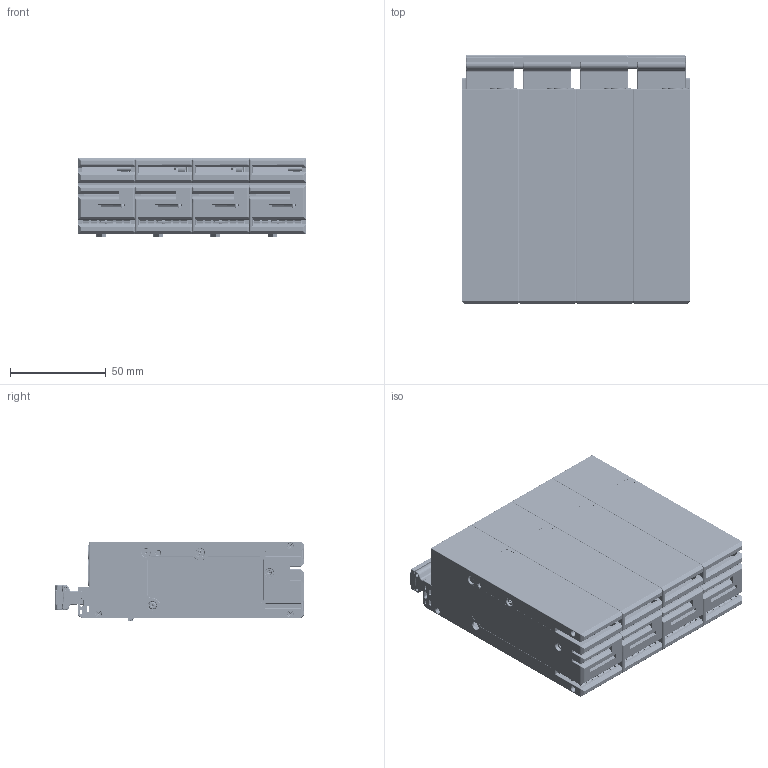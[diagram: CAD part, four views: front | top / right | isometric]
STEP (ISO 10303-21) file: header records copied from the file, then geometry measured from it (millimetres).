
FILE_DESCRIPTION((''),'2;1');
FILE_NAME('CB-125CX_4P_ASM','2023-08-14T16:55:35',('chentr'),(''),'CREO PARAMETRIC BY PTC INC, 2020044','CREO PARAMETRIC BY PTC INC, 2020044','');
FILE_SCHEMA(('CONFIG_CONTROL_DESIGN','SHAPE_APPEARANCE_LAYERS_GROUPS'));
Products named in the file (45): 8ZTD_024_1043_1_1_1_1_1; 8ZTD_271_342_1_1_1_1_1; 8ZTD_233_523_1_1_1_1_1; 8ZTD_110_048_1_1_1_1_1; 8ZTD_505_569_1_1_1_1_1; 5ZTD_558_1044_AF0_ASM_1_ASM_1_A_ASM; 5ZTD_104_537_AF0_ASM_1_ASM_1_AS_ASM; 8ZTD_253_978_1_1_1_1_1; 5ZTD_421_343_AF0_ASM_1_ASM_1_AS_ASM; 8ZTD_574_573HW_1_1_1_1_1; 8ZTD_128_261HW_1_1_1_1_1; 8ZTD_900_112HW_1_1_1_1_1; 5ZTD_574_450HW_AF0_ASM_1_ASM_1__ASM; 8ZTD_315_1743_1_1_1_1_1; 8ZTD_967_212_1_1_1_1_1; 8ZTD_967_213_1_1_1_1_1; 6ZTD_225_409_ASM_1_ASM_1_ASM_1__ASM; 8ZTD_024_1044_1_1_1_1_1; 5ZTD_558_1044_AF2_ASM_1_ASM_1_A_ASM; 5ZTD_104_537_AF3_ASM_1_ASM_1_AS_ASM; 8ZTD_505_556_1_1_1_1_1; 5ZTD_421_343_AF3_ASM_1_ASM_1_AS_ASM; 5ZTD_574_450HW_AF2_ASM_1_ASM_1__ASM; 6ZTD_225_410_AF0_ASM_1_ASM_1_AS_ASM; 5ZTD_558_1044_AF3_ASM_1_ASM_1_A_ASM; 5ZTD_104_537_AF4_ASM_1_ASM_1_AS_ASM; 5ZTD_421_343_AF4_ASM_1_ASM_1_AS_ASM; 5ZTD_574_450HW_AF3_ASM_1_ASM_1__ASM; 6ZTD_225_410_AF1_ASM_1_ASM_1_AS_ASM; 5ZTD_558_1044_AF4_ASM_1_ASM_1_A_ASM; 5ZTD_104_537_AF2_ASM_1_ASM_1_AS_ASM; 5ZTD_421_343_AF2_ASM_1_ASM_1_AS_ASM; 5ZTD_574_450HW_AF4_ASM_1_ASM_1__ASM; 8ZTD_315_1742_1_1_1_1_1; 6ZTD_225_412_ASM_1_ASM_1_ASM_1__ASM; 8ZTD_259_243_1_1_1_1_1; 8ZTD_967_219_1_1_1_1_1; 8ZTD_371_1619_1_1_1_1_1; 2ZTD_259_572_ASM_1_ASM_1_ASM_1__ASM; CB-125C_ASM_1_ASM_1_ASM_1_ASM_1_ASM ...
Assembly tree (86 placements, depth 10):
  CB-125CX_4P_ASM
    CB-125CX_4P_20230805_ASM_1_ASM
      CB-125CX_4P_20230714_2_ASM_1_AS_ASM
        CB-125CX_4P_20230714_1_ASM_1_AS_ASM
          CB-125C_ASM_1_ASM_1_ASM_1_ASM_1_ASM
            2ZTD_259_572_ASM_1_ASM_1_ASM_1__ASM
              6ZTD_225_409_ASM_1_ASM_1_ASM_1__ASM
                8ZTD_024_1043_1_1_1_1_1
                8ZTD_271_342_1_1_1_1_1
                8ZTD_233_523_1_1_1_1_1
                5ZTD_104_537_AF0_ASM_1_ASM_1_AS_ASM
                  5ZTD_558_1044_AF0_ASM_1_ASM_1_A_ASM
                8ZTD_253_978_1_1_1_1_1
                5ZTD_421_343_AF0_ASM_1_ASM_1_AS_ASM
                5ZTD_574_450HW_AF0_ASM_1_ASM_1__ASM
                  8ZTD_574_573HW_1_1_1_1_1
                  8ZTD_128_261HW_1_1_1_1_1
                  8ZTD_900_112HW_1_1_1_1_1
                8ZTD_315_1743_1_1_1_1_1
                8ZTD_967_212_1_1_1_1_1
                8ZTD_967_213_1_1_1_1_1  x3
              6ZTD_225_410_AF0_ASM_1_ASM_1_AS_ASM
                8ZTD_024_1044_1_1_1_1_1
                8ZTD_271_342_1_1_1_1_1
                8ZTD_233_523_1_1_1_1_1
                5ZTD_104_537_AF3_ASM_1_ASM_1_AS_ASM
                  5ZTD_558_1044_AF2_ASM_1_ASM_1_A_ASM
                8ZTD_253_978_1_1_1_1_1
                5ZTD_421_343_AF3_ASM_1_ASM_1_AS_ASM
                  8ZTD_505_556_1_1_1_1_1
                  8ZTD_505_569_1_1_1_1_1
                5ZTD_574_450HW_AF2_ASM_1_ASM_1__ASM
                  8ZTD_574_573HW_1_1_1_1_1
                  8ZTD_128_261HW_1_1_1_1_1
                  8ZTD_900_112HW_1_1_1_1_1
                8ZTD_315_1743_1_1_1_1_1
              6ZTD_225_410_AF1_ASM_1_ASM_1_AS_ASM
                8ZTD_024_1044_1_1_1_1_1
                8ZTD_271_342_1_1_1_1_1
                8ZTD_233_523_1_1_1_1_1
                5ZTD_104_537_AF4_ASM_1_ASM_1_AS_ASM
                  5ZTD_558_1044_AF3_ASM_1_ASM_1_A_ASM
                8ZTD_253_978_1_1_1_1_1
                5ZTD_421_343_AF4_ASM_1_ASM_1_AS_ASM
                5ZTD_574_450HW_AF3_ASM_1_ASM_1__ASM
                  8ZTD_574_573HW_1_1_1_1_1
                  8ZTD_128_261HW_1_1_1_1_1
                  8ZTD_900_112HW_1_1_1_1_1
                8ZTD_315_1743_1_1_1_1_1
              6ZTD_225_412_ASM_1_ASM_1_ASM_1__ASM
                8ZTD_024_1044_1_1_1_1_1
                8ZTD_271_342_1_1_1_1_1
                8ZTD_233_523_1_1_1_1_1
                5ZTD_104_537_AF2_ASM_1_ASM_1_AS_ASM
                  5ZTD_558_1044_AF4_ASM_1_ASM_1_A_ASM
                8ZTD_253_978_1_1_1_1_1
                5ZTD_421_343_AF2_ASM_1_ASM_1_AS_ASM
                5ZTD_574_450HW_AF4_ASM_1_ASM_1__ASM
                  8ZTD_574_573HW_1_1_1_1_1
                  8ZTD_128_261HW_1_1_1_1_1
Bounding box: 119.2 x 142.81 x 47.21 mm (x, y, z)
Volume: 159438.2 mm3; surface area: 242784.1 mm2
Topology: 57 solids, 57 shells, 8583 faces, 24818 edges, 16258 vertices
Faces by surface type: plane 4975, cylinder 2662, cone 351, torus 322, sphere 167, bspline 106
Entity records: 141351 total; most frequent: CARTESIAN_POINT 23447, DIRECTION 20004, ORIENTED_EDGE 19886, EDGE_CURVE 9943, VECTOR 6796, LINE 6796, AXIS2_PLACEMENT_3D 6604, VERTEX_POINT 6532
